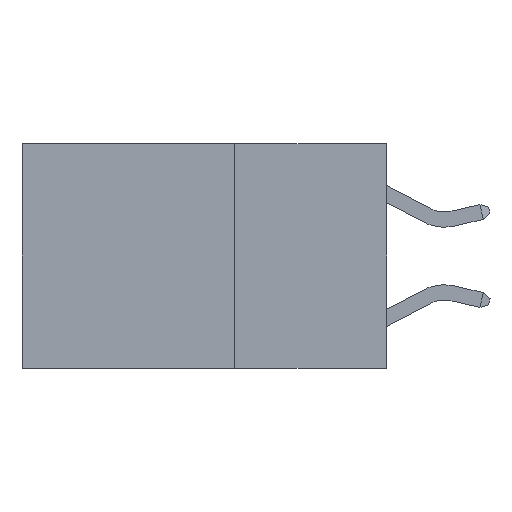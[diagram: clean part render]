
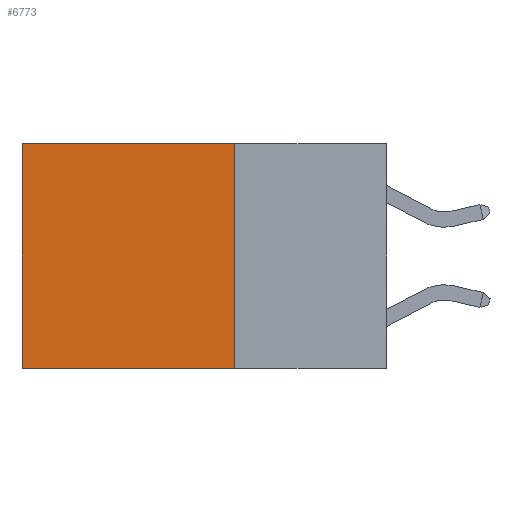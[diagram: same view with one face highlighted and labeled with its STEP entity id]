
A CAD part, left-side view. The second image highlights one B-rep face of the part: STEP entity #6773.
In plain terms, the highlighted planar face has unit normal (-1, 0, 0).
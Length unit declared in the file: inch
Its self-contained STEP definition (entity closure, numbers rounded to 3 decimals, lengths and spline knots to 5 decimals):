
#437 = VECTOR ( 'NONE', #1340, 39.37008 ) ;
#1340 = DIRECTION ( 'NONE',  ( 0., 0., -1. ) ) ;
#1925 = LINE ( 'NONE', #24983, #14933 ) ;
#3010 = VERTEX_POINT ( 'NONE', #3073 ) ;
#3073 = CARTESIAN_POINT ( 'NONE',  ( 0.2625, 0.25, 0. ) ) ;
#4174 = EDGE_CURVE ( 'NONE', #3010, #16667, #5836, .T. ) ;
#4377 = CARTESIAN_POINT ( 'NONE',  ( 0.2625, 0.25, -0.37 ) ) ;
#5440 = VERTEX_POINT ( 'NONE', #11431 ) ;
#5836 = LINE ( 'NONE', #22917, #29669 ) ;
#6773 = ADVANCED_FACE ( 'NONE', ( #21278 ), #18846, .F. ) ;
#9629 = CARTESIAN_POINT ( 'NONE',  ( 0.2625, 0.25, 0. ) ) ;
#11182 = DIRECTION ( 'NONE',  ( 0., 1., 0. ) ) ;
#11431 = CARTESIAN_POINT ( 'NONE',  ( 0.2625, 0.6, -0.37 ) ) ;
#11583 = EDGE_LOOP ( 'NONE', ( #19650, #14227, #15681, #17874 ) ) ;
#11952 = DIRECTION ( 'NONE',  ( 0., 0., -1. ) ) ;
#12738 = EDGE_CURVE ( 'NONE', #16667, #5440, #28903, .T. ) ;
#14227 = ORIENTED_EDGE ( 'NONE', *, *, #12738, .F. ) ;
#14933 = VECTOR ( 'NONE', #11182, 39.37008 ) ;
#15681 = ORIENTED_EDGE ( 'NONE', *, *, #4174, .F. ) ;
#15745 = CARTESIAN_POINT ( 'NONE',  ( 0.2625, 0.25, -0.37 ) ) ;
#16242 = VERTEX_POINT ( 'NONE', #20820 ) ;
#16621 = VECTOR ( 'NONE', #25151, 39.37008 ) ;
#16667 = VERTEX_POINT ( 'NONE', #15745 ) ;
#17544 = AXIS2_PLACEMENT_3D ( 'NONE', #9629, #25758, #11952 ) ;
#17874 = ORIENTED_EDGE ( 'NONE', *, *, #23734, .T. ) ;
#18846 = PLANE ( 'NONE',  #17544 ) ;
#18895 = LINE ( 'NONE', #28904, #437 ) ;
#19650 = ORIENTED_EDGE ( 'NONE', *, *, #24283, .T. ) ;
#20820 = CARTESIAN_POINT ( 'NONE',  ( 0.2625, 0.6, 0. ) ) ;
#21278 = FACE_OUTER_BOUND ( 'NONE', #11583, .T. ) ;
#22917 = CARTESIAN_POINT ( 'NONE',  ( 0.2625, 0.25, 0. ) ) ;
#23734 = EDGE_CURVE ( 'NONE', #3010, #16242, #1925, .T. ) ;
#24283 = EDGE_CURVE ( 'NONE', #16242, #5440, #18895, .T. ) ;
#24983 = CARTESIAN_POINT ( 'NONE',  ( 0.2625, 0.25, 0. ) ) ;
#25151 = DIRECTION ( 'NONE',  ( 0., 1., 0. ) ) ;
#25758 = DIRECTION ( 'NONE',  ( 1., 0., 0. ) ) ;
#28903 = LINE ( 'NONE', #4377, #16621 ) ;
#28904 = CARTESIAN_POINT ( 'NONE',  ( 0.2625, 0.6, 0. ) ) ;
#29669 = VECTOR ( 'NONE', #29832, 39.37008 ) ;
#29832 = DIRECTION ( 'NONE',  ( 0., 0., -1. ) ) ;
